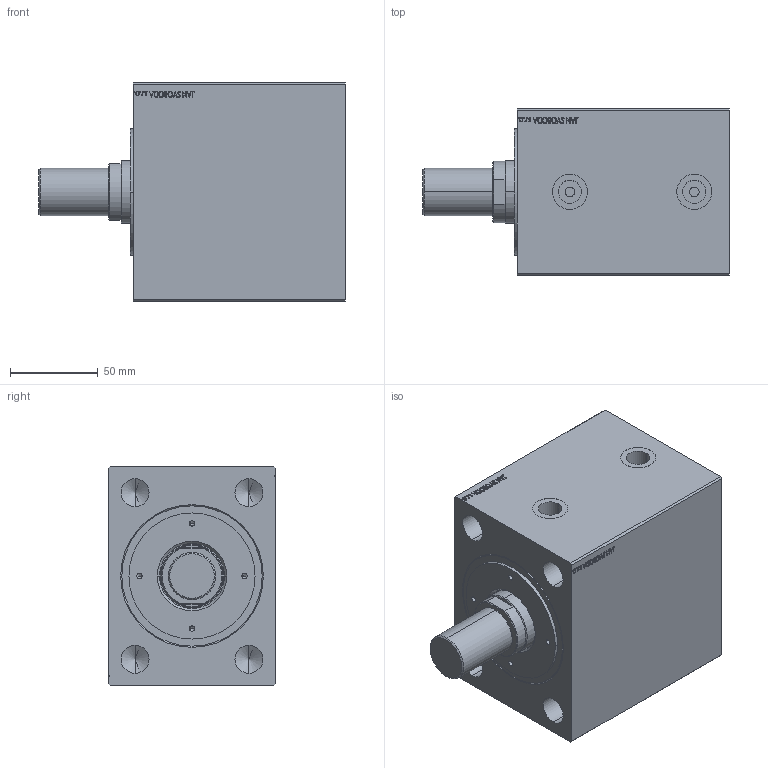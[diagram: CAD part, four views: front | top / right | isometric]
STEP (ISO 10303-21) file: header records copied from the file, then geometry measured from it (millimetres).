
FILE_DESCRIPTION (( 'STEP AP203' ), '1' );
FILE_NAME ('4be7.STEP', '2024-02-11T09:40:45', ( '' ), ( '' ), 'SwSTEP 2.0', 'SolidWorks 2019', '' );
FILE_SCHEMA (( 'CONFIG_CONTROL_DESIGN' ));
Length unit declared in the file: millimetre
Products named in the file (5): V500CZ 7a01b4dfaf999d3e78d7140edefccf21; 4be7; V500CZ_SMALL_MALE_METRIC 7a01b4dfaf999d3e78d7140edefccf21; V500CZ_VNIT豊蚠攘ST 7a01b4dfaf999d3e78d7140edefccf21; V500CZ_B_VC 7a01b4dfaf999d3e78d7140edefccf21
Assembly tree (4 placements, depth 2):
  4be7
    V500CZ 7a01b4dfaf999d3e78d7140edefccf21
    V500CZ_VNIT豊蚠攘ST 7a01b4dfaf999d3e78d7140edefccf21
    V500CZ_SMALL_MALE_METRIC 7a01b4dfaf999d3e78d7140edefccf21
    V500CZ_B_VC 7a01b4dfaf999d3e78d7140edefccf21
Bounding box: 175 x 95 x 125 mm (x, y, z)
Volume: 1337856.9 mm3; surface area: 153634.5 mm2
Topology: 4 solids, 4 shells, 880 faces, 2248 edges, 1471 vertices
Faces by surface type: plane 402, bspline 380, cylinder 60, cone 38
Entity records: 44279 total; most frequent: CARTESIAN_POINT 25068, ORIENTED_EDGE 4444, DIRECTION 2606, EDGE_CURVE 2222, VERTEX_POINT 1471, LINE 1324, VECTOR 1324, EDGE_LOOP 1003
